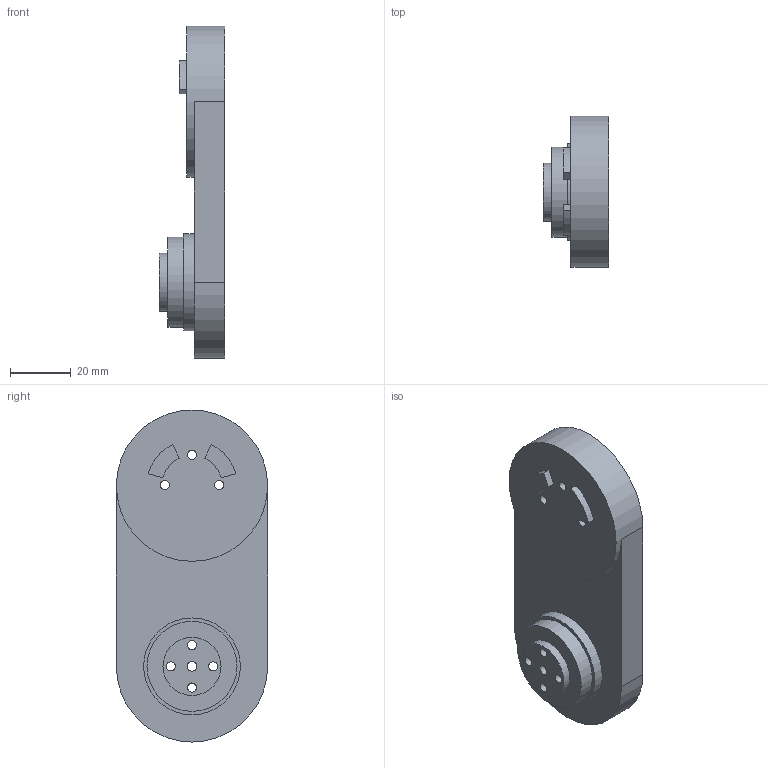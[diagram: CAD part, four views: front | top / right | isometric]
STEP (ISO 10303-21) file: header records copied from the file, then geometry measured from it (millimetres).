
FILE_DESCRIPTION(/* description */ (''),/* implementation_level */ '2;1');
FILE_NAME(/* name */ 'Limb Motor Side.step',/* time_stamp */ '2025-09-14T21:01:35+08:00',/* author */ (''),/* organization */ (''),/* preprocessor_version */ 'ST-DEVELOPER v20.1',/* originating_system */ 'Autodesk Translation Framework v14.10.0.0',/* authorisation */ '');
FILE_SCHEMA (('AUTOMOTIVE_DESIGN { 1 0 10303 214 3 1 1 }'));
Length unit declared in the file: millimetre
Products named in the file (3): link4; Joint 1; Joint 1_1
Assembly tree (2 placements, depth 2):
  link4
    Joint 1
    Joint 1_1
Bounding box: 21.5 x 50 x 109.71 mm (x, y, z)
Volume: 55627.7 mm3; surface area: 16592.1 mm2
Topology: 1 solids, 1 shells, 66 faces, 143 edges, 95 vertices
Faces by surface type: plane 37, cylinder 29
Full cylindrical faces by diameter (mm): 3 x7, 3.2 x1, 5.5 x8, 19.2 x1, 29.75 x3, 32 x1, 50 x1
Entity records: 1941 total; most frequent: DIRECTION 344, CARTESIAN_POINT 309, ORIENTED_EDGE 286, EDGE_CURVE 143, AXIS2_PLACEMENT_3D 130, EDGE_LOOP 98, VERTEX_POINT 95, LINE 84
